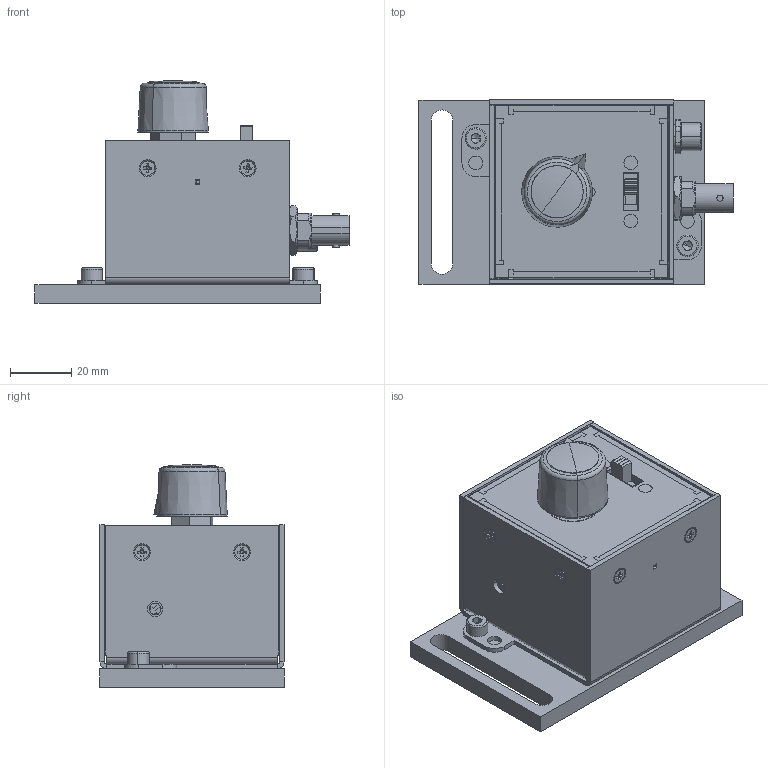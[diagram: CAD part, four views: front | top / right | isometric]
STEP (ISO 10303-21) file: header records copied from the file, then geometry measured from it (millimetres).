
FILE_DESCRIPTION (( 'STEP AP214' ), '1' );
FILE_NAME ('MTN003494-E0W.STEP', '2015-03-09T14:37:04', ( '' ), ( '' ), 'SwSTEP 2.0', 'SolidWorks 2014', '' );
FILE_SCHEMA (( 'AUTOMOTIVE_DESIGN' ));
Length unit declared in the file: millimetre
Products named in the file (1): MTN003494-E0W
Bounding box: 102.33 x 60 x 72.5 mm (x, y, z)
Volume: 80005.3 mm3; surface area: 81991 mm2
Topology: 44 solids, 44 shells, 3729 faces, 9661 edges, 6143 vertices
Faces by surface type: plane 2482, cylinder 635, cone 309, bspline 256, torus 47
Entity records: 157524 total; most frequent: CARTESIAN_POINT 26005, ORIENTED_EDGE 19250, DIRECTION 17496, EDGE_CURVE 9625, VECTOR 7030, LINE 7030, VERTEX_POINT 6143, AXIS2_PLACEMENT_3D 5233
